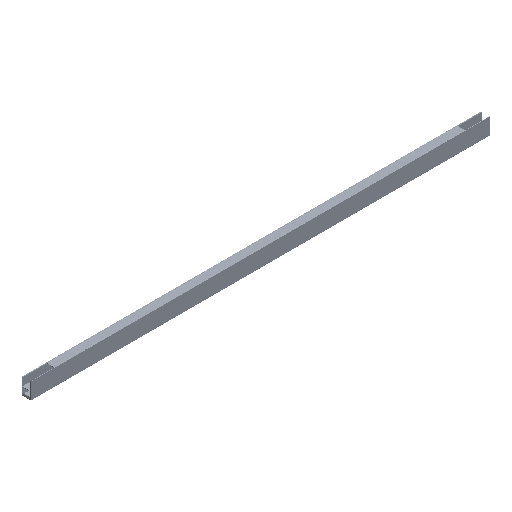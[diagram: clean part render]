
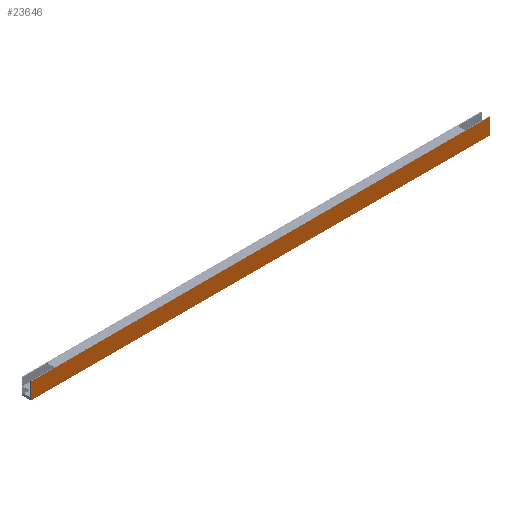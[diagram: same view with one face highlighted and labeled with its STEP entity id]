
A CAD part, isometric view. The second image highlights one B-rep face of the part: STEP entity #23646.
In plain terms, the highlighted planar face has unit normal (0, -1, 0).
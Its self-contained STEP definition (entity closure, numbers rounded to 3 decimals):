
#23646=ADVANCED_FACE('',(#32984),#28592,.F.);
#28592=PLANE('',#128195);
#32984=FACE_OUTER_BOUND('',#41630,.T.);
#41630=EDGE_LOOP('',(#63512,#63513,#63514,#63515));
#63512=ORIENTED_EDGE('',*,*,#99088,.T.);
#63513=ORIENTED_EDGE('',*,*,#99089,.F.);
#63514=ORIENTED_EDGE('',*,*,#99090,.F.);
#63515=ORIENTED_EDGE('',*,*,#99091,.T.);
#85612=VERTEX_POINT('',#208983);
#85613=VERTEX_POINT('',#208984);
#85614=VERTEX_POINT('',#208986);
#85615=VERTEX_POINT('',#208988);
#99088=EDGE_CURVE('',#85612,#85613,#111234,.T.);
#99089=EDGE_CURVE('',#85614,#85613,#111235,.T.);
#99090=EDGE_CURVE('',#85615,#85614,#111236,.T.);
#99091=EDGE_CURVE('',#85615,#85612,#111237,.T.);
#111234=LINE('',#208982,#118496);
#111235=LINE('',#208985,#118497);
#111236=LINE('',#208987,#118498);
#111237=LINE('',#208989,#118499);
#118496=VECTOR('',#149927,1.);
#118497=VECTOR('',#149928,1.);
#118498=VECTOR('',#149929,1.);
#118499=VECTOR('',#149930,1.);
#128195=AXIS2_PLACEMENT_3D('',#208990,#149931,#149932);
#149927=DIRECTION('',(0.,0.,1.));
#149928=DIRECTION('',(1.,0.,0.));
#149929=DIRECTION('',(0.,0.,1.));
#149930=DIRECTION('',(1.,0.,0.));
#149931=DIRECTION('',(0.,1.,0.));
#149932=DIRECTION('',(0.,0.,1.));
#208982=CARTESIAN_POINT('',(1776.,-22.5,-40.));
#208983=CARTESIAN_POINT('',(1776.,-22.5,-40.));
#208984=CARTESIAN_POINT('',(1776.,-22.5,44.6));
#208985=CARTESIAN_POINT('',(-592.,-22.5,44.6));
#208986=CARTESIAN_POINT('',(-592.,-22.5,44.6));
#208987=CARTESIAN_POINT('',(-592.,-22.5,-40.));
#208988=CARTESIAN_POINT('',(-592.,-22.5,-40.));
#208989=CARTESIAN_POINT('',(-592.,-22.5,-40.));
#208990=CARTESIAN_POINT('',(-592.,-22.5,-40.));
